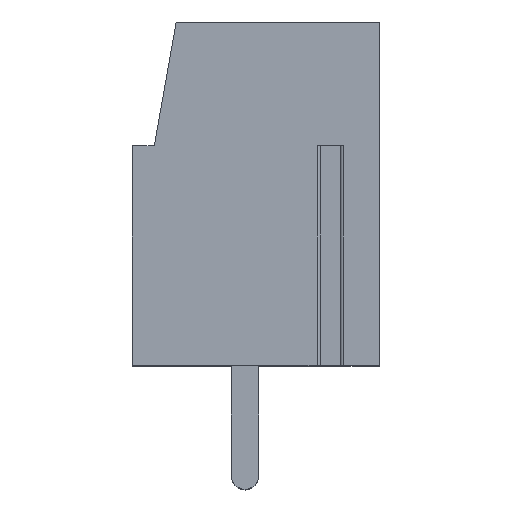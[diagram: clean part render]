
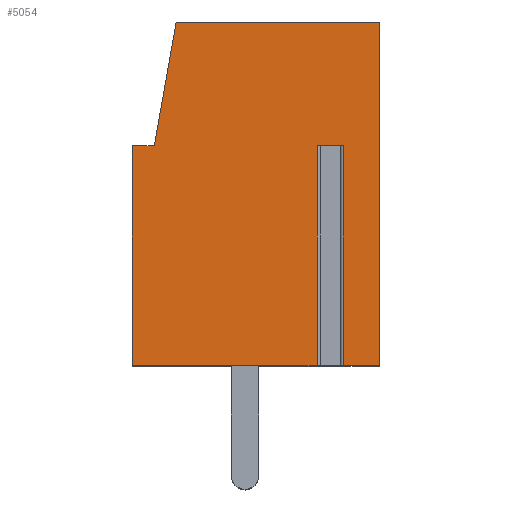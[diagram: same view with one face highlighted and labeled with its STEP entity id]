
A CAD part, top view. The second image highlights one B-rep face of the part: STEP entity #5054.
In plain terms, the highlighted planar face has unit normal (0, 0, 1).
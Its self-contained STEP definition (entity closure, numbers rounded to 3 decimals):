
#229=DIRECTION('',(-1.,0.,0.));
#230=VECTOR('',#229,0.958);
#231=CARTESIAN_POINT('',(3.179,1.75,17.5));
#232=LINE('',#231,#230);
#233=DIRECTION('',(0.,-1.,0.));
#234=VECTOR('',#233,8.);
#235=CARTESIAN_POINT('',(2.221,1.75,17.5));
#236=LINE('',#235,#234);
#237=DIRECTION('',(1.,0.,0.));
#238=VECTOR('',#237,6.721);
#239=CARTESIAN_POINT('',(-4.5,-6.25,17.5));
#240=LINE('',#239,#238);
#241=DIRECTION('',(0.,-1.,0.));
#242=VECTOR('',#241,8.);
#243=CARTESIAN_POINT('',(-4.5,1.75,17.5));
#244=LINE('',#243,#242);
#245=DIRECTION('',(-1.,0.,0.));
#246=VECTOR('',#245,0.8);
#247=CARTESIAN_POINT('',(-3.7,1.75,17.5));
#248=LINE('',#247,#246);
#249=DIRECTION('',(-0.174,-0.985,0.));
#250=VECTOR('',#249,4.569);
#251=CARTESIAN_POINT('',(-2.907,6.25,17.5));
#252=LINE('',#251,#250);
#253=DIRECTION('',(-1.,0.,0.));
#254=VECTOR('',#253,7.407);
#255=CARTESIAN_POINT('',(4.5,6.25,17.5));
#256=LINE('',#255,#254);
#257=DIRECTION('',(0.,1.,0.));
#258=VECTOR('',#257,12.5);
#259=CARTESIAN_POINT('',(4.5,-6.25,17.5));
#260=LINE('',#259,#258);
#261=DIRECTION('',(1.,0.,0.));
#262=VECTOR('',#261,1.321);
#263=CARTESIAN_POINT('',(3.179,-6.25,17.5));
#264=LINE('',#263,#262);
#265=DIRECTION('',(0.,-1.,0.));
#266=VECTOR('',#265,8.);
#267=CARTESIAN_POINT('',(3.179,1.75,17.5));
#268=LINE('',#267,#266);
#3793=CARTESIAN_POINT('',(4.5,-6.25,17.5));
#3794=CARTESIAN_POINT('',(4.5,6.25,17.5));
#3795=VERTEX_POINT('',#3793);
#3796=VERTEX_POINT('',#3794);
#3797=CARTESIAN_POINT('',(-2.907,6.25,17.5));
#3798=VERTEX_POINT('',#3797);
#3799=CARTESIAN_POINT('',(-3.7,1.75,17.5));
#3800=VERTEX_POINT('',#3799);
#3801=CARTESIAN_POINT('',(-4.5,1.75,17.5));
#3802=VERTEX_POINT('',#3801);
#3803=CARTESIAN_POINT('',(-4.5,-6.25,17.5));
#3804=VERTEX_POINT('',#3803);
#3849=CARTESIAN_POINT('',(3.179,1.75,17.5));
#3850=CARTESIAN_POINT('',(2.221,1.75,17.5));
#3851=VERTEX_POINT('',#3849);
#3852=VERTEX_POINT('',#3850);
#3853=CARTESIAN_POINT('',(3.179,-6.25,17.5));
#3854=VERTEX_POINT('',#3853);
#3855=CARTESIAN_POINT('',(2.221,-6.25,17.5));
#3856=VERTEX_POINT('',#3855);
#5030=CARTESIAN_POINT('',(0.,0.,17.5));
#5031=DIRECTION('',(0.,0.,1.));
#5032=DIRECTION('',(1.,0.,0.));
#5033=AXIS2_PLACEMENT_3D('',#5030,#5031,#5032);
#5034=PLANE('',#5033);
#5036=ORIENTED_EDGE('',*,*,#5035,.T.);
#5037=ORIENTED_EDGE('',*,*,#5021,.T.);
#5038=ORIENTED_EDGE('',*,*,#4922,.F.);
#5040=ORIENTED_EDGE('',*,*,#5039,.F.);
#5042=ORIENTED_EDGE('',*,*,#5041,.F.);
#5044=ORIENTED_EDGE('',*,*,#5043,.F.);
#5046=ORIENTED_EDGE('',*,*,#5045,.F.);
#5048=ORIENTED_EDGE('',*,*,#5047,.F.);
#5049=ORIENTED_EDGE('',*,*,#4901,.F.);
#5051=ORIENTED_EDGE('',*,*,#5050,.F.);
#5052=EDGE_LOOP('',(#5036,#5037,#5038,#5040,#5042,#5044,#5046,#5048,#5049,
#5051));
#5053=FACE_OUTER_BOUND('',#5052,.F.);
#4901=EDGE_CURVE('',#3854,#3795,#264,.T.);
#4922=EDGE_CURVE('',#3804,#3856,#240,.T.);
#5021=EDGE_CURVE('',#3852,#3856,#236,.T.);
#5035=EDGE_CURVE('',#3851,#3852,#232,.T.);
#5039=EDGE_CURVE('',#3802,#3804,#244,.T.);
#5041=EDGE_CURVE('',#3800,#3802,#248,.T.);
#5043=EDGE_CURVE('',#3798,#3800,#252,.T.);
#5045=EDGE_CURVE('',#3796,#3798,#256,.T.);
#5047=EDGE_CURVE('',#3795,#3796,#260,.T.);
#5050=EDGE_CURVE('',#3851,#3854,#268,.T.);
#5054=ADVANCED_FACE('',(#5053),#5034,.T.);
